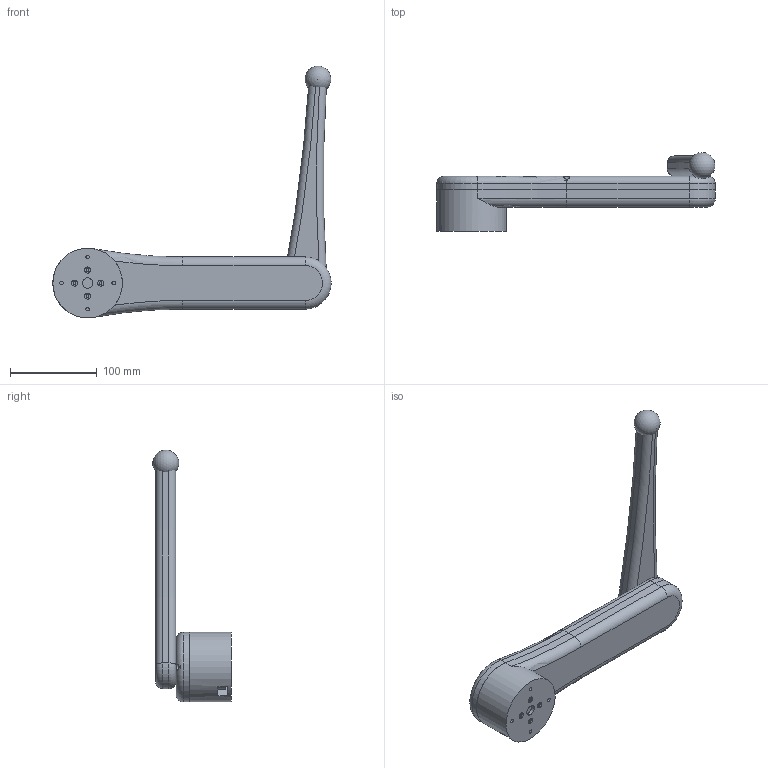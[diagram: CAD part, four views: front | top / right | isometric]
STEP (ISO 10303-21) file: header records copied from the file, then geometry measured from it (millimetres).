
FILE_DESCRIPTION(/* description */ (''),/* implementation_level */ '2;1');
FILE_NAME(/* name */ 'lower leg assembly(2).step',/* time_stamp */ '2021-08-19T00:04:04+06:00',/* author */ (''),/* organization */ (''),/* preprocessor_version */ 'ST-DEVELOPER v18.1',/* originating_system */ 'Autodesk Translation Framework v10.9.0.1377',/* authorisation */ '');
FILE_SCHEMA (('AUTOMOTIVE_DESIGN { 1 0 10303 214 3 1 1 }'));
Products named in the file (13): lower leg assembly; upper limb assembly; upper limb v4; MAD5008IPE; GT2 15 Teeth motor upper limb; 15_45 pulley; encoder; encoder holder; knee joint 45T; upper limb cover v4; W_617_8; W_61706_2RZ; lower limb
Assembly tree (15 placements, depth 3):
  lower leg assembly
    upper limb assembly
      upper limb v4
      MAD5008IPE
      GT2 15 Teeth motor upper limb
      15_45 pulley
      W_617_8  x3
      W_61706_2RZ  x2
      encoder
      encoder holder
      knee joint 45T
      upper limb cover v4
    lower limb
Bounding box: 320 x 90.3 x 289.4 mm (x, y, z)
Volume: 699372 mm3; surface area: 211249.5 mm2
Topology: 118 solids, 118 shells, 2327 faces, 6264 edges, 4105 vertices
Faces by surface type: plane 1052, cylinder 870, cone 176, sphere 97, torus 86, bspline 46
Full cylindrical faces by diameter (mm): 0.66 x2, 1 x3, 1.05 x5, 1.5 x4, 1.6 x4, 1.674 x16, 1.7 x2, 2.1 x2, 2.3 x2, 2.7 x3, 2.95 x2, 3 x24, 3.4 x4, 3.962 x4, 4 x2, 4.1 x12, 5.791 x2, 6 x1, 7 x12, 8 x6, 9.05 x6, 10.5 x1, 10.9 x6, 11.8 x1, 12 x15, 12.6 x1, 13 x1, 13.02 x1, 13.4 x1, 14 x2
Entity records: 74607 total; most frequent: CARTESIAN_POINT 15920, DIRECTION 12164, ORIENTED_EDGE 11662, EDGE_CURVE 5831, AXIS2_PLACEMENT_3D 4485, VERTEX_POINT 3872, LINE 3194, VECTOR 3194
